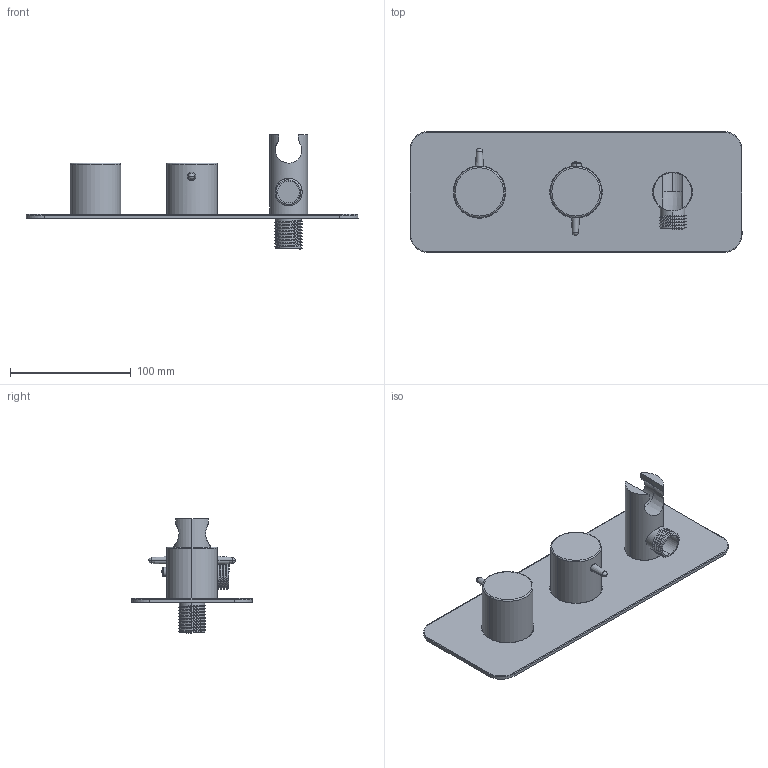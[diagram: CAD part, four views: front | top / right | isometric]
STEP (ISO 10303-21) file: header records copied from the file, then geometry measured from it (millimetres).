
FILE_DESCRIPTION (( 'STEP AP203' ), '1' );
FILE_NAME ('KED020L.H_V10623.STEP', '2023-06-16T10:16:38', ( '' ), ( '' ), 'SwSTEP 2.0', 'SolidWorks 2019', '' );
FILE_SCHEMA (( 'CONFIG_CONTROL_DESIGN' ));
Length unit declared in the file: millimetre
Products named in the file (5): KED020L.H_V10623; Handles; Finish Plate_v10523_15mm Radius - 020 ''COS''; Handles_thermo; CO234_Elbow_v10718
Assembly tree (4 placements, depth 2):
  KED020L.H_V10623
    Finish Plate_v10523_15mm Radius - 020 ''COS''
    Handles_thermo
    Handles
    CO234_Elbow_v10718
Bounding box: 275 x 100 x 94.87 mm (x, y, z)
Volume: 238978 mm3; surface area: 83530.8 mm2
Topology: 4 solids, 4 shells, 122 faces, 302 edges, 192 vertices
Faces by surface type: cylinder 63, plane 27, torus 16, bspline 6, sphere 5, cone 5
Entity records: 6907 total; most frequent: CARTESIAN_POINT 3717, ORIENTED_EDGE 582, DIRECTION 554, EDGE_CURVE 291, AXIS2_PLACEMENT_3D 227, VERTEX_POINT 186, EDGE_LOOP 137, FACE_OUTER_BOUND 122
